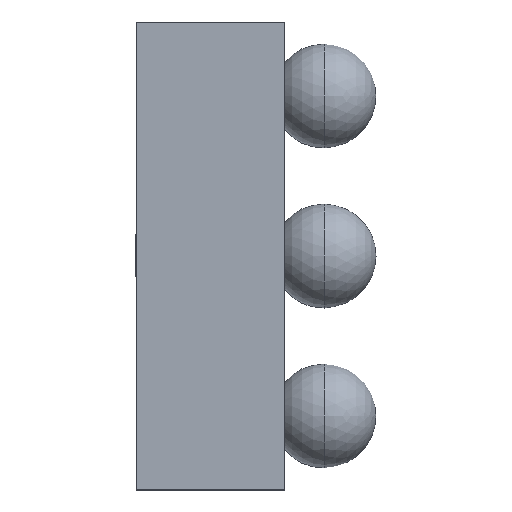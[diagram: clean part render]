
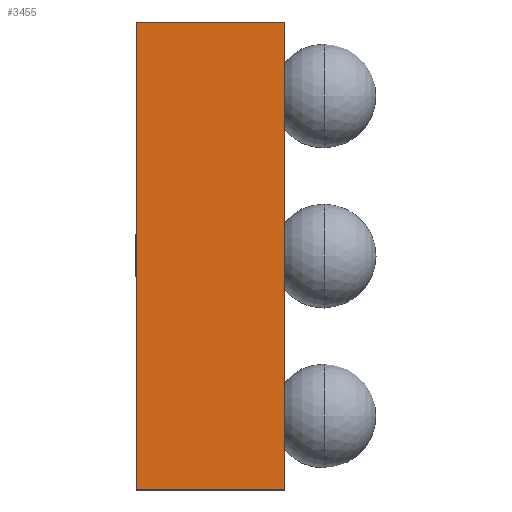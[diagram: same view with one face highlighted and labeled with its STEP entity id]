
A CAD part, left-side view. The second image highlights one B-rep face of the part: STEP entity #3455.
In plain terms, the highlighted planar face has unit normal (-1, 0, 0).
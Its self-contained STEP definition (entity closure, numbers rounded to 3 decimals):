
#378 = DIRECTION ( 'NONE',  ( 0., -1., 0. ) ) ;
#412 = VECTOR ( 'NONE', #1459, 1000. ) ;
#602 = CARTESIAN_POINT ( 'NONE',  ( -1.185, 0.37, 0.585 ) ) ;
#614 = CARTESIAN_POINT ( 'NONE',  ( -1.185, 0.37, -0.585 ) ) ;
#965 = VECTOR ( 'NONE', #4729, 1000. ) ;
#1092 = ORIENTED_EDGE ( 'NONE', *, *, #4133, .F. ) ;
#1182 = ORIENTED_EDGE ( 'NONE', *, *, #2238, .T. ) ;
#1429 = CARTESIAN_POINT ( 'NONE',  ( -1.185, 0.37, -0.585 ) ) ;
#1444 = VERTEX_POINT ( 'NONE', #614 ) ;
#1459 = DIRECTION ( 'NONE',  ( 0., -1., 0. ) ) ;
#1496 = LINE ( 'NONE', #5199, #2414 ) ;
#2238 = EDGE_CURVE ( 'NONE', #1444, #3511, #3047, .T. ) ;
#2372 = DIRECTION ( 'NONE',  ( 0., 0., 1. ) ) ;
#2414 = VECTOR ( 'NONE', #2372, 1000. ) ;
#2577 = DIRECTION ( 'NONE',  ( 0., 0., -1. ) ) ;
#2781 = CARTESIAN_POINT ( 'NONE',  ( -1.185, 0., -0.585 ) ) ;
#2945 = LINE ( 'NONE', #4536, #5664 ) ;
#3047 = LINE ( 'NONE', #1429, #412 ) ;
#3050 = EDGE_CURVE ( 'NONE', #1444, #3796, #1496, .T. ) ;
#3340 = CARTESIAN_POINT ( 'NONE',  ( -1.185, 0., 0.585 ) ) ;
#3423 = EDGE_CURVE ( 'NONE', #3511, #5960, #4260, .T. ) ;
#3455 = ADVANCED_FACE ( 'NONE', ( #3804 ), #5130, .F. ) ;
#3511 = VERTEX_POINT ( 'NONE', #2781 ) ;
#3796 = VERTEX_POINT ( 'NONE', #5554 ) ;
#3804 = FACE_OUTER_BOUND ( 'NONE', #4742, .T. ) ;
#3999 = CARTESIAN_POINT ( 'NONE',  ( -1.185, 0., 0.585 ) ) ;
#4133 = EDGE_CURVE ( 'NONE', #3796, #5960, #2945, .T. ) ;
#4260 = LINE ( 'NONE', #3340, #965 ) ;
#4317 = ORIENTED_EDGE ( 'NONE', *, *, #3423, .T. ) ;
#4536 = CARTESIAN_POINT ( 'NONE',  ( -1.185, 0.37, 0.585 ) ) ;
#4729 = DIRECTION ( 'NONE',  ( 0., 0., 1. ) ) ;
#4742 = EDGE_LOOP ( 'NONE', ( #4317, #1092, #5965, #1182 ) ) ;
#4889 = DIRECTION ( 'NONE',  ( 1., 0., 0. ) ) ;
#5130 = PLANE ( 'NONE',  #5361 ) ;
#5199 = CARTESIAN_POINT ( 'NONE',  ( -1.185, 0.37, 0.585 ) ) ;
#5361 = AXIS2_PLACEMENT_3D ( 'NONE', #602, #4889, #2577 ) ;
#5554 = CARTESIAN_POINT ( 'NONE',  ( -1.185, 0.37, 0.585 ) ) ;
#5664 = VECTOR ( 'NONE', #378, 1000. ) ;
#5960 = VERTEX_POINT ( 'NONE', #3999 ) ;
#5965 = ORIENTED_EDGE ( 'NONE', *, *, #3050, .F. ) ;
